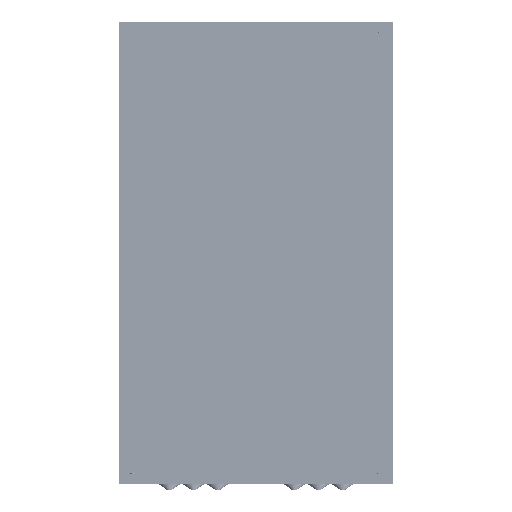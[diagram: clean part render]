
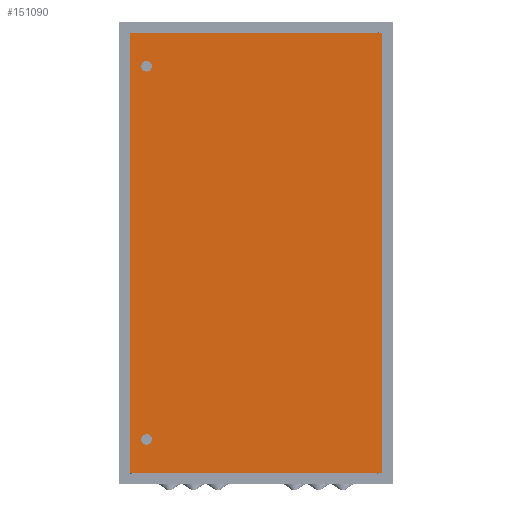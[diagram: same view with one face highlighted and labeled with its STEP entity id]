
A CAD part, top view. The second image highlights one B-rep face of the part: STEP entity #151090.
In plain terms, the highlighted planar face has unit normal (0, 0, 1).
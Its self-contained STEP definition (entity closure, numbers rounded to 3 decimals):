
#1263 = CARTESIAN_POINT ( 'NONE',  ( 0., 458., 138.2 ) ) ;
#1346 = CARTESIAN_POINT ( 'NONE',  ( -227.5, 388., 138.2 ) ) ;
#1727 = EDGE_CURVE ( 'NONE', #232738, #195433, #163358, .T. ) ;
#2447 = VECTOR ( 'NONE', #320327, 1000. ) ;
#4304 = VERTEX_POINT ( 'NONE', #47781 ) ;
#8092 = DIRECTION ( 'NONE',  ( 1., 0., 0. ) ) ;
#9161 = EDGE_CURVE ( 'NONE', #195433, #234556, #44773, .T. ) ;
#14799 = EDGE_CURVE ( 'NONE', #234556, #52204, #272026, .T. ) ;
#16723 = ORIENTED_EDGE ( 'NONE', *, *, #191090, .F. ) ;
#16788 = CARTESIAN_POINT ( 'NONE',  ( -219.25, 392.71, 138.2 ) ) ;
#17515 = DIRECTION ( 'NONE',  ( 0., 1., 0. ) ) ;
#19137 = LINE ( 'NONE', #324218, #195728 ) ;
#22859 = VERTEX_POINT ( 'NONE', #237048 ) ;
#26392 = DIRECTION ( 'NONE',  ( -1., 0., 0. ) ) ;
#26757 = CARTESIAN_POINT ( 'NONE',  ( -262.5, 2748., 138.2 ) ) ;
#28702 = EDGE_LOOP ( 'NONE', ( #92944, #135141, #138073, #321067 ) ) ;
#31280 = CARTESIAN_POINT ( 'NONE',  ( 0., -458., 138.2 ) ) ;
#31302 = FACE_OUTER_BOUND ( 'NONE', #291880, .T. ) ;
#31537 = EDGE_CURVE ( 'NONE', #112502, #206962, #67466, .T. ) ;
#36174 = LINE ( 'NONE', #31280, #60396 ) ;
#44335 = VECTOR ( 'NONE', #228024, 1000. ) ;
#44773 = LINE ( 'NONE', #16788, #194837 ) ;
#47781 = CARTESIAN_POINT ( 'NONE',  ( 262.5, -458., 138.2 ) ) ;
#51156 = DIRECTION ( 'NONE',  ( 0., 0., -1. ) ) ;
#52204 = VERTEX_POINT ( 'NONE', #186231 ) ;
#55557 = CARTESIAN_POINT ( 'NONE',  ( -227.5, -388., 138.2 ) ) ;
#57137 = DIRECTION ( 'NONE',  ( 0., 0., -1. ) ) ;
#60396 = VECTOR ( 'NONE', #8092, 1000. ) ;
#67466 = LINE ( 'NONE', #290231, #148653 ) ;
#68511 = CARTESIAN_POINT ( 'NONE',  ( -219.25, 383.29, 138.2 ) ) ;
#76956 = VERTEX_POINT ( 'NONE', #320325 ) ;
#77495 = CARTESIAN_POINT ( 'NONE',  ( 0., 0., 138.2 ) ) ;
#82376 = FACE_BOUND ( 'NONE', #28702, .T. ) ;
#84272 = AXIS2_PLACEMENT_3D ( 'NONE', #77495, #51156, #26392 ) ;
#92944 = ORIENTED_EDGE ( 'NONE', *, *, #295385, .T. ) ;
#107368 = EDGE_CURVE ( 'NONE', #22859, #112502, #229450, .T. ) ;
#107817 = LINE ( 'NONE', #214946, #2447 ) ;
#112502 = VERTEX_POINT ( 'NONE', #263070 ) ;
#116012 = DIRECTION ( 'NONE',  ( 1., 0., 0. ) ) ;
#121619 = VERTEX_POINT ( 'NONE', #187854 ) ;
#123459 = EDGE_CURVE ( 'NONE', #52204, #232738, #19137, .T. ) ;
#125706 = DIRECTION ( 'NONE',  ( 0., 0., -1. ) ) ;
#125800 = CARTESIAN_POINT ( 'NONE',  ( -235.75, 392.71, 138.2 ) ) ;
#128684 = ORIENTED_EDGE ( 'NONE', *, *, #9161, .T. ) ;
#131940 = ORIENTED_EDGE ( 'NONE', *, *, #123459, .T. ) ;
#135141 = ORIENTED_EDGE ( 'NONE', *, *, #107368, .T. ) ;
#138073 = ORIENTED_EDGE ( 'NONE', *, *, #31537, .T. ) ;
#145392 = ORIENTED_EDGE ( 'NONE', *, *, #1727, .T. ) ;
#148653 = VECTOR ( 'NONE', #245639, 1000. ) ;
#150485 = VERTEX_POINT ( 'NONE', #225170 ) ;
#151090 = ADVANCED_FACE ( 'NONE', ( #31302, #82376, #209477 ), #234144, .F. ) ;
#152479 = DIRECTION ( 'NONE',  ( 0., 1., 0. ) ) ;
#153774 = LINE ( 'NONE', #26757, #44335 ) ;
#154124 = CARTESIAN_POINT ( 'NONE',  ( -235.75, -392.71, 138.2 ) ) ;
#156220 = DIRECTION ( 'NONE',  ( -1., 0., 0. ) ) ;
#163358 = CIRCLE ( 'NONE', #253116, 9.5 ) ;
#163806 = CARTESIAN_POINT ( 'NONE',  ( -227.5, -388., 138.2 ) ) ;
#164080 = CARTESIAN_POINT ( 'NONE',  ( -262.5, 458., 138.2 ) ) ;
#171476 = ORIENTED_EDGE ( 'NONE', *, *, #14799, .T. ) ;
#172976 = DIRECTION ( 'NONE',  ( 0., 0., -1. ) ) ;
#181217 = EDGE_CURVE ( 'NONE', #206962, #76956, #214282, .T. ) ;
#184006 = EDGE_CURVE ( 'NONE', #309652, #121619, #228853, .T. ) ;
#186231 = CARTESIAN_POINT ( 'NONE',  ( -235.75, 383.29, 138.2 ) ) ;
#187854 = CARTESIAN_POINT ( 'NONE',  ( 262.5, 458., 138.2 ) ) ;
#191090 = EDGE_CURVE ( 'NONE', #121619, #4304, #107817, .T. ) ;
#193244 = AXIS2_PLACEMENT_3D ( 'NONE', #163806, #264506, #116012 ) ;
#194837 = VECTOR ( 'NONE', #292200, 1000. ) ;
#195433 = VERTEX_POINT ( 'NONE', #267653 ) ;
#195728 = VECTOR ( 'NONE', #17515, 1000. ) ;
#202116 = ORIENTED_EDGE ( 'NONE', *, *, #268838, .T. ) ;
#206962 = VERTEX_POINT ( 'NONE', #234928 ) ;
#207436 = DIRECTION ( 'NONE',  ( 1., 0., 0. ) ) ;
#207862 = ORIENTED_EDGE ( 'NONE', *, *, #239700, .T. ) ;
#209477 = FACE_BOUND ( 'NONE', #244588, .T. ) ;
#214282 = CIRCLE ( 'NONE', #193244, 9.5 ) ;
#214946 = CARTESIAN_POINT ( 'NONE',  ( 262.5, 0., 138.2 ) ) ;
#225170 = CARTESIAN_POINT ( 'NONE',  ( -262.5, -458., 138.2 ) ) ;
#226253 = DIRECTION ( 'NONE',  ( 1., 0., 0. ) ) ;
#228024 = DIRECTION ( 'NONE',  ( 0., -1., 0. ) ) ;
#228853 = LINE ( 'NONE', #1263, #305220 ) ;
#229450 = CIRCLE ( 'NONE', #324288, 9.5 ) ;
#230112 = AXIS2_PLACEMENT_3D ( 'NONE', #278999, #125706, #226253 ) ;
#230642 = VECTOR ( 'NONE', #152479, 1000. ) ;
#232738 = VERTEX_POINT ( 'NONE', #125800 ) ;
#234144 = PLANE ( 'NONE',  #84272 ) ;
#234556 = VERTEX_POINT ( 'NONE', #68511 ) ;
#234928 = CARTESIAN_POINT ( 'NONE',  ( -219.25, -392.71, 138.2 ) ) ;
#237048 = CARTESIAN_POINT ( 'NONE',  ( -235.75, -383.29, 138.2 ) ) ;
#239700 = EDGE_CURVE ( 'NONE', #309652, #150485, #153774, .T. ) ;
#244588 = EDGE_LOOP ( 'NONE', ( #131940, #145392, #128684, #171476 ) ) ;
#245639 = DIRECTION ( 'NONE',  ( 0., -1., 0. ) ) ;
#253116 = AXIS2_PLACEMENT_3D ( 'NONE', #1346, #172976, #280068 ) ;
#263070 = CARTESIAN_POINT ( 'NONE',  ( -219.25, -383.29, 138.2 ) ) ;
#264506 = DIRECTION ( 'NONE',  ( 0., 0., -1. ) ) ;
#267653 = CARTESIAN_POINT ( 'NONE',  ( -219.25, 392.71, 138.2 ) ) ;
#268838 = EDGE_CURVE ( 'NONE', #150485, #4304, #36174, .T. ) ;
#272026 = CIRCLE ( 'NONE', #230112, 9.5 ) ;
#278999 = CARTESIAN_POINT ( 'NONE',  ( -227.5, 388., 138.2 ) ) ;
#279491 = LINE ( 'NONE', #154124, #230642 ) ;
#280068 = DIRECTION ( 'NONE',  ( -1., 0., 0. ) ) ;
#290231 = CARTESIAN_POINT ( 'NONE',  ( -219.25, -392.71, 138.2 ) ) ;
#291880 = EDGE_LOOP ( 'NONE', ( #202116, #16723, #294104, #207862 ) ) ;
#292200 = DIRECTION ( 'NONE',  ( 0., -1., 0. ) ) ;
#294104 = ORIENTED_EDGE ( 'NONE', *, *, #184006, .F. ) ;
#295385 = EDGE_CURVE ( 'NONE', #76956, #22859, #279491, .T. ) ;
#305220 = VECTOR ( 'NONE', #207436, 1000. ) ;
#309652 = VERTEX_POINT ( 'NONE', #164080 ) ;
#320325 = CARTESIAN_POINT ( 'NONE',  ( -235.75, -392.71, 138.2 ) ) ;
#320327 = DIRECTION ( 'NONE',  ( 0., -1., 0. ) ) ;
#321067 = ORIENTED_EDGE ( 'NONE', *, *, #181217, .T. ) ;
#324218 = CARTESIAN_POINT ( 'NONE',  ( -235.75, 392.71, 138.2 ) ) ;
#324288 = AXIS2_PLACEMENT_3D ( 'NONE', #55557, #57137, #156220 ) ;
